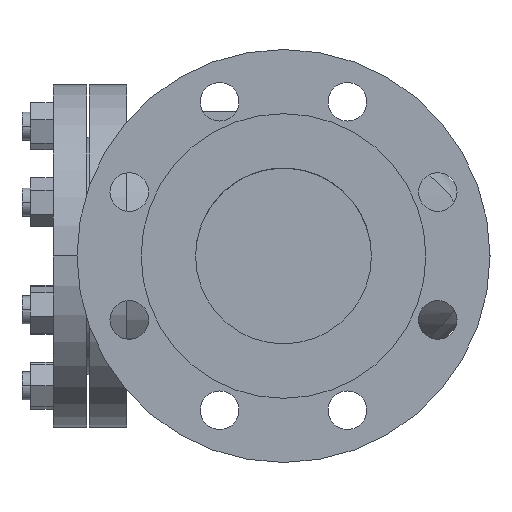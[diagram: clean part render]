
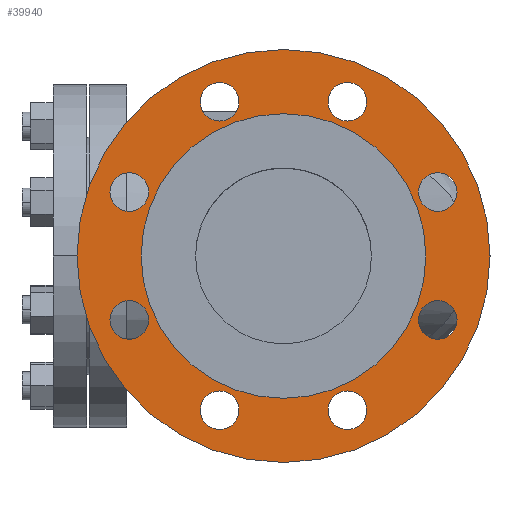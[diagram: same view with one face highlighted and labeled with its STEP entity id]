
A CAD part, left-side view. The second image highlights one B-rep face of the part: STEP entity #39940.
In plain terms, the highlighted planar face has unit normal (-1, 0, 0).
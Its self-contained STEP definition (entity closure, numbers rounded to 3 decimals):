
#10080=CARTESIAN_POINT('',(3.,0.,-117.5));
#10090=VERTEX_POINT('',#10080);
#10120=CARTESIAN_POINT('',(3.,0.,0.));
#10130=DIRECTION('',(1.,0.,0.));
#10140=DIRECTION('',(0.,0.,-1.));
#10150=AXIS2_PLACEMENT_3D('',#10120,#10130,#10140);
#10160=CIRCLE('',#10150,117.5);
#10170=CARTESIAN_POINT('',(3.,0.,117.5));
#10180=VERTEX_POINT('',#10170);
#10190=EDGE_CURVE('',#10180,#10090,#10160,.T.);
#10500=CARTESIAN_POINT('',(3.,36.355,-98.769));
#10510=VERTEX_POINT('',#10500);
#10670=CARTESIAN_POINT('',(3.,36.355,-76.769));
#10680=VERTEX_POINT('',#10670);
#10710=CARTESIAN_POINT('',(3.,36.355,-87.769));
#10720=DIRECTION('',(-1.,0.,0.));
#10730=DIRECTION('',(0.,0.,-1.));
#10740=AXIS2_PLACEMENT_3D('',#10710,#10720,#10730);
#10750=CIRCLE('',#10740,11.);
#10760=EDGE_CURVE('',#10510,#10680,#10750,.T.);
#10920=CARTESIAN_POINT('',(3.,-36.355,-98.769));
#10930=VERTEX_POINT('',#10920);
#11090=CARTESIAN_POINT('',(3.,-36.355,-76.769));
#11100=VERTEX_POINT('',#11090);
#11130=CARTESIAN_POINT('',(3.,-36.355,-87.769));
#11140=DIRECTION('',(-1.,0.,0.));
#11150=DIRECTION('',(0.,0.,-1.));
#11160=AXIS2_PLACEMENT_3D('',#11130,#11140,#11150);
#11170=CIRCLE('',#11160,11.);
#11180=EDGE_CURVE('',#10930,#11100,#11170,.T.);
#11340=CARTESIAN_POINT('',(3.,87.769,-25.355));
#11350=VERTEX_POINT('',#11340);
#11380=CARTESIAN_POINT('',(3.,87.769,-36.355));
#11390=DIRECTION('',(-1.,0.,0.));
#11400=DIRECTION('',(0.,0.,-1.));
#11410=AXIS2_PLACEMENT_3D('',#11380,#11390,#11400);
#11420=CIRCLE('',#11410,11.);
#11430=CARTESIAN_POINT('',(3.,87.769,-47.355));
#11440=VERTEX_POINT('',#11430);
#11450=EDGE_CURVE('',#11440,#11350,#11420,.T.);
#11760=CARTESIAN_POINT('',(3.,-87.769,-25.355));
#11770=VERTEX_POINT('',#11760);
#11800=CARTESIAN_POINT('',(3.,-87.769,-36.355));
#11810=DIRECTION('',(-1.,0.,0.));
#11820=DIRECTION('',(0.,0.,-1.));
#11830=AXIS2_PLACEMENT_3D('',#11800,#11810,#11820);
#11840=CIRCLE('',#11830,11.);
#11850=CARTESIAN_POINT('',(3.,-87.769,-47.355));
#11860=VERTEX_POINT('',#11850);
#11870=EDGE_CURVE('',#11860,#11770,#11840,.T.);
#12180=CARTESIAN_POINT('',(3.,87.769,47.355));
#12190=VERTEX_POINT('',#12180);
#12350=CARTESIAN_POINT('',(3.,87.769,25.355));
#12360=VERTEX_POINT('',#12350);
#12390=CARTESIAN_POINT('',(3.,87.769,36.355));
#12400=DIRECTION('',(-1.,0.,0.));
#12410=DIRECTION('',(0.,0.,-1.));
#12420=AXIS2_PLACEMENT_3D('',#12390,#12400,#12410);
#12430=CIRCLE('',#12420,11.);
#12440=EDGE_CURVE('',#12190,#12360,#12430,.T.);
#12600=CARTESIAN_POINT('',(3.,-87.769,47.355));
#12610=VERTEX_POINT('',#12600);
#12770=CARTESIAN_POINT('',(3.,-87.769,25.355));
#12780=VERTEX_POINT('',#12770);
#12810=CARTESIAN_POINT('',(3.,-87.769,36.355));
#12820=DIRECTION('',(-1.,0.,0.));
#12830=DIRECTION('',(0.,0.,-1.));
#12840=AXIS2_PLACEMENT_3D('',#12810,#12820,#12830);
#12850=CIRCLE('',#12840,11.);
#12860=EDGE_CURVE('',#12610,#12780,#12850,.T.);
#13020=CARTESIAN_POINT('',(3.,36.355,98.769));
#13030=VERTEX_POINT('',#13020);
#13190=CARTESIAN_POINT('',(3.,36.355,76.769));
#13200=VERTEX_POINT('',#13190);
#13230=CARTESIAN_POINT('',(3.,36.355,87.769));
#13240=DIRECTION('',(-1.,0.,0.));
#13250=DIRECTION('',(0.,0.,-1.));
#13260=AXIS2_PLACEMENT_3D('',#13230,#13240,#13250);
#13270=CIRCLE('',#13260,11.);
#13280=EDGE_CURVE('',#13030,#13200,#13270,.T.);
#13440=CARTESIAN_POINT('',(3.,-36.355,76.769));
#13450=VERTEX_POINT('',#13440);
#13610=CARTESIAN_POINT('',(3.,-36.355,98.769));
#13620=VERTEX_POINT('',#13610);
#13650=CARTESIAN_POINT('',(3.,-36.355,87.769));
#13660=DIRECTION('',(-1.,0.,0.));
#13670=DIRECTION('',(0.,0.,-1.));
#13680=AXIS2_PLACEMENT_3D('',#13650,#13660,#13670);
#13690=CIRCLE('',#13680,11.);
#13700=EDGE_CURVE('',#13450,#13620,#13690,.T.);
#13860=CARTESIAN_POINT('',(3.,-81.,0.));
#13870=VERTEX_POINT('',#13860);
#13900=CARTESIAN_POINT('',(3.,0.,0.));
#13910=DIRECTION('',(-1.,0.,0.));
#13920=DIRECTION('',(0.,1.,0.));
#13930=AXIS2_PLACEMENT_3D('',#13900,#13910,#13920);
#13940=CIRCLE('',#13930,81.);
#13950=CARTESIAN_POINT('',(3.,81.,0.));
#13960=VERTEX_POINT('',#13950);
#13970=EDGE_CURVE('',#13960,#13870,#13940,.T.);
#39390=CARTESIAN_POINT('',(3.,99.25,0.));
#39400=DIRECTION('',(1.,0.,0.));
#39410=DIRECTION('',(0.,-1.,0.));
#39420=AXIS2_PLACEMENT_3D('',#39390,#39400,#39410);
#39430=PLANE('',#39420);
#39440=EDGE_CURVE('',#10680,#10510,#10750,.T.);
#39450=ORIENTED_EDGE('',*,*,#39440,.F.);
#39460=ORIENTED_EDGE('',*,*,#10760,.F.);
#39470=EDGE_LOOP('',(#39460,#39450));
#39480=FACE_BOUND('',#39470,.T.);
#39490=EDGE_CURVE('',#11100,#10930,#11170,.T.);
#39500=ORIENTED_EDGE('',*,*,#39490,.F.);
#39510=ORIENTED_EDGE('',*,*,#11180,.F.);
#39520=EDGE_LOOP('',(#39510,#39500));
#39530=FACE_BOUND('',#39520,.T.);
#39540=ORIENTED_EDGE('',*,*,#11450,.F.);
#39550=EDGE_CURVE('',#11350,#11440,#11420,.T.);
#39560=ORIENTED_EDGE('',*,*,#39550,.F.);
#39570=EDGE_LOOP('',(#39560,#39540));
#39580=FACE_BOUND('',#39570,.T.);
#39590=ORIENTED_EDGE('',*,*,#11870,.F.);
#39600=EDGE_CURVE('',#11770,#11860,#11840,.T.);
#39610=ORIENTED_EDGE('',*,*,#39600,.F.);
#39620=EDGE_LOOP('',(#39610,#39590));
#39630=FACE_BOUND('',#39620,.T.);
#39640=EDGE_CURVE('',#12360,#12190,#12430,.T.);
#39650=ORIENTED_EDGE('',*,*,#39640,.F.);
#39660=ORIENTED_EDGE('',*,*,#12440,.F.);
#39670=EDGE_LOOP('',(#39660,#39650));
#39680=FACE_BOUND('',#39670,.T.);
#39690=EDGE_CURVE('',#12780,#12610,#12850,.T.);
#39700=ORIENTED_EDGE('',*,*,#39690,.F.);
#39710=ORIENTED_EDGE('',*,*,#12860,.F.);
#39720=EDGE_LOOP('',(#39710,#39700));
#39730=FACE_BOUND('',#39720,.T.);
#39740=EDGE_CURVE('',#13200,#13030,#13270,.T.);
#39750=ORIENTED_EDGE('',*,*,#39740,.F.);
#39760=ORIENTED_EDGE('',*,*,#13280,.F.);
#39770=EDGE_LOOP('',(#39760,#39750));
#39780=FACE_BOUND('',#39770,.T.);
#39790=EDGE_CURVE('',#13620,#13450,#13690,.T.);
#39800=ORIENTED_EDGE('',*,*,#39790,.F.);
#39810=ORIENTED_EDGE('',*,*,#13700,.F.);
#39820=EDGE_LOOP('',(#39810,#39800));
#39830=FACE_BOUND('',#39820,.T.);
#39840=EDGE_CURVE('',#10090,#10180,#10160,.T.);
#39850=ORIENTED_EDGE('',*,*,#39840,.F.);
#39860=ORIENTED_EDGE('',*,*,#10190,.F.);
#39870=EDGE_LOOP('',(#39860,#39850));
#39880=FACE_OUTER_BOUND('',#39870,.T.);
#39890=EDGE_CURVE('',#13870,#13960,#13940,.T.);
#39900=ORIENTED_EDGE('',*,*,#39890,.F.);
#39910=ORIENTED_EDGE('',*,*,#13970,.F.);
#39920=EDGE_LOOP('',(#39910,#39900));
#39930=FACE_BOUND('',#39920,.T.);
#39940=ADVANCED_FACE('',(#39480,#39530,#39580,#39630,#39680,#39730,
#39780,#39830,#39880,#39930),#39430,.F.);
